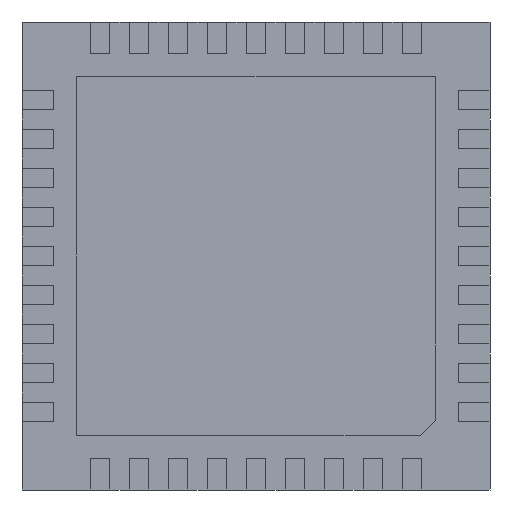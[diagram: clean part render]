
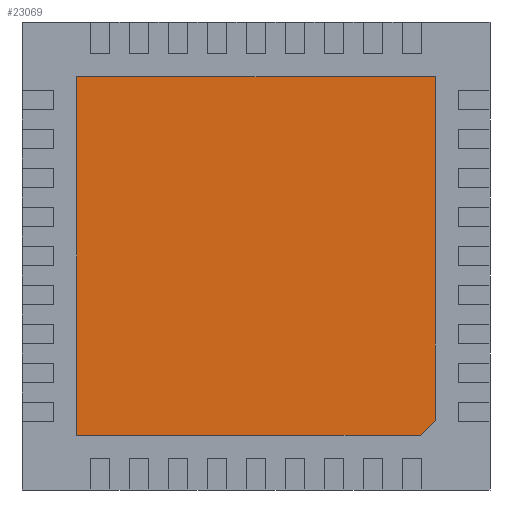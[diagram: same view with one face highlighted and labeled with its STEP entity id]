
A CAD part, front view. The second image highlights one B-rep face of the part: STEP entity #23069.
In plain terms, the highlighted planar face has unit normal (0, -1, 0).
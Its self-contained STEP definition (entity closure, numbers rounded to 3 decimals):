
#22917=DIRECTION('',(0.,0.,1.));
#22918=VECTOR('',#22917,4.404);
#22919=CARTESIAN_POINT('',(2.3,0.,-2.104));
#22920=LINE('',#22919,#22918);
#22924=DIRECTION('',(0.707,0.,0.707));
#22925=VECTOR('',#22924,0.277);
#22926=CARTESIAN_POINT('',(2.104,0.,-2.3));
#22927=LINE('',#22926,#22925);
#22931=DIRECTION('',(1.,0.,0.));
#22932=VECTOR('',#22931,4.404);
#22933=CARTESIAN_POINT('',(-2.3,0.,-2.3));
#22934=LINE('',#22933,#22932);
#22938=DIRECTION('',(0.,0.,-1.));
#22939=VECTOR('',#22938,4.6);
#22940=CARTESIAN_POINT('',(-2.3,0.,2.3));
#22941=LINE('',#22940,#22939);
#22945=DIRECTION('',(-1.,0.,0.));
#22946=VECTOR('',#22945,4.6);
#22947=CARTESIAN_POINT('',(2.3,0.,2.3));
#22948=LINE('',#22947,#22946);
#23032=CARTESIAN_POINT('',(2.3,0.,-2.104));
#23033=CARTESIAN_POINT('',(2.3,0.,2.3));
#23034=VERTEX_POINT('',#23032);
#23035=VERTEX_POINT('',#23033);
#23036=CARTESIAN_POINT('',(-2.3,0.,2.3));
#23037=VERTEX_POINT('',#23036);
#23038=CARTESIAN_POINT('',(-2.3,0.,-2.3));
#23039=VERTEX_POINT('',#23038);
#23040=CARTESIAN_POINT('',(2.104,0.,-2.3));
#23041=VERTEX_POINT('',#23040);
#23052=CARTESIAN_POINT('',(0.,0.,0.));
#23053=DIRECTION('',(0.,1.,0.));
#23054=DIRECTION('',(1.,0.,0.));
#23055=AXIS2_PLACEMENT_3D('',#23052,#23053,#23054);
#23056=PLANE('',#23055);
#23058=ORIENTED_EDGE('',*,*,#23057,.F.);
#23060=ORIENTED_EDGE('',*,*,#23059,.F.);
#23062=ORIENTED_EDGE('',*,*,#23061,.F.);
#23064=ORIENTED_EDGE('',*,*,#23063,.F.);
#23066=ORIENTED_EDGE('',*,*,#23065,.F.);
#23067=EDGE_LOOP('',(#23058,#23060,#23062,#23064,#23066));
#23068=FACE_OUTER_BOUND('',#23067,.F.);
#23069=ADVANCED_FACE('',(#23068),#23056,.F.);
#23057=EDGE_CURVE('',#23034,#23035,#22920,.T.);
#23059=EDGE_CURVE('',#23041,#23034,#22927,.T.);
#23061=EDGE_CURVE('',#23039,#23041,#22934,.T.);
#23063=EDGE_CURVE('',#23037,#23039,#22941,.T.);
#23065=EDGE_CURVE('',#23035,#23037,#22948,.T.);
